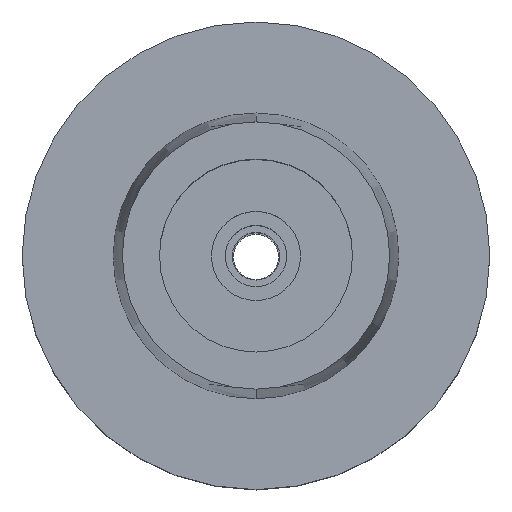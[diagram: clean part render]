
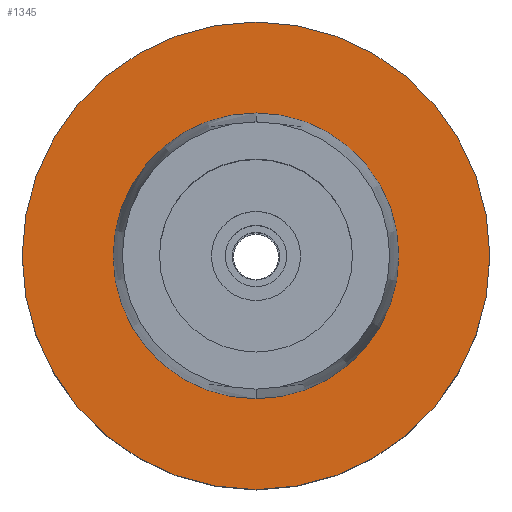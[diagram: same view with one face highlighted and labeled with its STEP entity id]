
A CAD part, top view. The second image highlights one B-rep face of the part: STEP entity #1345.
In plain terms, the highlighted planar face has unit normal (0, 0, 1).
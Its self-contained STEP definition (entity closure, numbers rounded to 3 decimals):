
#118 = CIRCLE ( 'NONE', #2098, 31.5 ) ;
#282 = CARTESIAN_POINT ( 'NONE',  ( 0., 31.5, 0. ) ) ;
#358 = VERTEX_POINT ( 'NONE', #282 ) ;
#410 = DIRECTION ( 'NONE',  ( 0., 0., 1. ) ) ;
#533 = VERTEX_POINT ( 'NONE', #2439 ) ;
#539 = CARTESIAN_POINT ( 'NONE',  ( 0., 0., 0. ) ) ;
#551 = ORIENTED_EDGE ( 'NONE', *, *, #1555, .F. ) ;
#576 = DIRECTION ( 'NONE',  ( 0., 1., 0. ) ) ;
#812 = CARTESIAN_POINT ( 'NONE',  ( 0., 0., 0. ) ) ;
#839 = DIRECTION ( 'NONE',  ( 0., 0., 1. ) ) ;
#869 = CIRCLE ( 'NONE', #2358, 19.25 ) ;
#968 = FACE_BOUND ( 'NONE', #2045, .T. ) ;
#1012 = AXIS2_PLACEMENT_3D ( 'NONE', #539, #1669, #1884 ) ;
#1018 = CIRCLE ( 'NONE', #1744, 31.5 ) ;
#1063 = EDGE_CURVE ( 'NONE', #1440, #358, #118, .T. ) ;
#1068 = CARTESIAN_POINT ( 'NONE',  ( 0., 0., 0. ) ) ;
#1071 = DIRECTION ( 'NONE',  ( 0., 0., -1. ) ) ;
#1219 = PLANE ( 'NONE',  #1012 ) ;
#1293 = DIRECTION ( 'NONE',  ( 0., -1., 0. ) ) ;
#1345 = ADVANCED_FACE ( 'NONE', ( #1844, #968 ), #1219, .T. ) ;
#1440 = VERTEX_POINT ( 'NONE', #1656 ) ;
#1444 = ORIENTED_EDGE ( 'NONE', *, *, #2626, .F. ) ;
#1555 = EDGE_CURVE ( 'NONE', #533, #2454, #869, .T. ) ;
#1604 = ORIENTED_EDGE ( 'NONE', *, *, #1063, .F. ) ;
#1621 = CIRCLE ( 'NONE', #2068, 19.25 ) ;
#1656 = CARTESIAN_POINT ( 'NONE',  ( 0., -31.5, 0. ) ) ;
#1669 = DIRECTION ( 'NONE',  ( 0., 0., 1. ) ) ;
#1744 = AXIS2_PLACEMENT_3D ( 'NONE', #2166, #1071, #2552 ) ;
#1838 = CARTESIAN_POINT ( 'NONE',  ( 0., -19.25, 0. ) ) ;
#1844 = FACE_OUTER_BOUND ( 'NONE', #2558, .T. ) ;
#1884 = DIRECTION ( 'NONE',  ( 1., 0., 0. ) ) ;
#2045 = EDGE_LOOP ( 'NONE', ( #551, #1444 ) ) ;
#2057 = ORIENTED_EDGE ( 'NONE', *, *, #2120, .F. ) ;
#2068 = AXIS2_PLACEMENT_3D ( 'NONE', #1068, #839, #2351 ) ;
#2098 = AXIS2_PLACEMENT_3D ( 'NONE', #812, #2774, #1293 ) ;
#2116 = CARTESIAN_POINT ( 'NONE',  ( 0., 0., 0. ) ) ;
#2120 = EDGE_CURVE ( 'NONE', #358, #1440, #1018, .T. ) ;
#2166 = CARTESIAN_POINT ( 'NONE',  ( 0., 0., 0. ) ) ;
#2351 = DIRECTION ( 'NONE',  ( 0., -1., 0. ) ) ;
#2358 = AXIS2_PLACEMENT_3D ( 'NONE', #2116, #410, #576 ) ;
#2439 = CARTESIAN_POINT ( 'NONE',  ( 0., 19.25, 0. ) ) ;
#2454 = VERTEX_POINT ( 'NONE', #1838 ) ;
#2552 = DIRECTION ( 'NONE',  ( 0., 1., 0. ) ) ;
#2558 = EDGE_LOOP ( 'NONE', ( #2057, #1604 ) ) ;
#2626 = EDGE_CURVE ( 'NONE', #2454, #533, #1621, .T. ) ;
#2774 = DIRECTION ( 'NONE',  ( 0., 0., -1. ) ) ;
